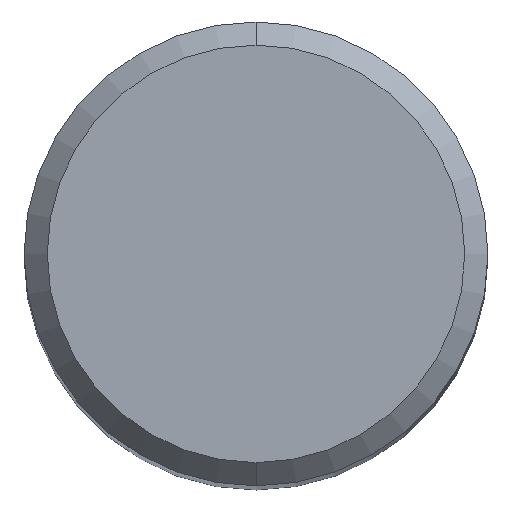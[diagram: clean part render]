
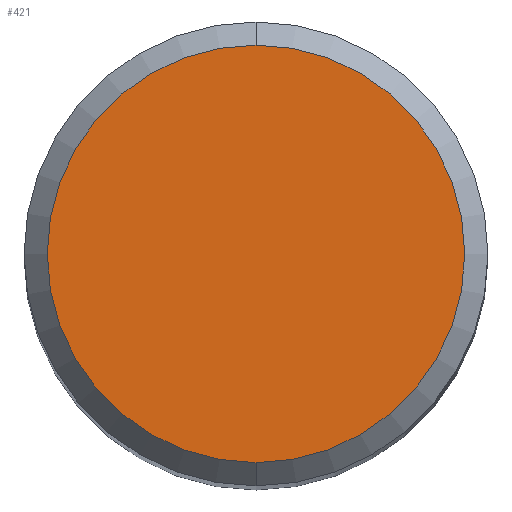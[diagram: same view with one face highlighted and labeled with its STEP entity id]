
A CAD part, top view. The second image highlights one B-rep face of the part: STEP entity #421.
In plain terms, the highlighted planar face has unit normal (0, 0, 1).
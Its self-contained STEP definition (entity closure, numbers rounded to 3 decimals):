
#207=EDGE_CURVE('',#259,#377,#500,.T.);
#259=VERTEX_POINT('',#557);
#299=EDGE_CURVE('',#377,#259,#601,.T.);
#377=VERTEX_POINT('',#685);
#421=ADVANCED_FACE('',(#737),#738,.T.);
#500=CIRCLE('',#835,3.6);
#557=CARTESIAN_POINT('',(0.0,3.6,0.0));
#601=CIRCLE('',#1045,3.6);
#685=CARTESIAN_POINT('',(0.,-3.6,0.0));
#737=FACE_OUTER_BOUND('',#1349,.T.);
#738=PLANE('',#1350);
#835=AXIS2_PLACEMENT_3D('',#1430,#1431,#1432);
#1045=AXIS2_PLACEMENT_3D('',#1530,#1531,#1532);
#1349=EDGE_LOOP('',(#1701,#1702));
#1350=AXIS2_PLACEMENT_3D('',#1703,#1704,#1705);
#1430=CARTESIAN_POINT('',(0.0,0.0,0.0));
#1431=DIRECTION('',(0.0,0.0,-1.0));
#1432=DIRECTION('',(0.0,1.0,0.0));
#1530=CARTESIAN_POINT('',(0.0,0.0,0.0));
#1531=DIRECTION('',(0.0,0.0,-1.0));
#1532=DIRECTION('',(0.0,1.0,0.0));
#1701=ORIENTED_EDGE('',*,*,#207,.F.);
#1702=ORIENTED_EDGE('',*,*,#299,.F.);
#1703=CARTESIAN_POINT('',(0.0,1.8,0.0));
#1704=DIRECTION('',(-0.0,0.0,1.0));
#1705=DIRECTION('',(0.0,-1.0,0.0));
